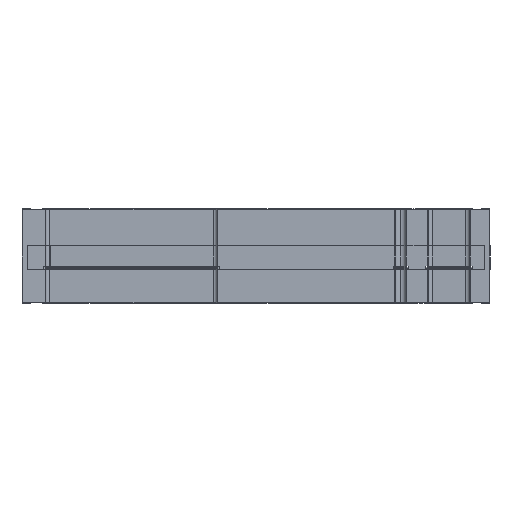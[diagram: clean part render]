
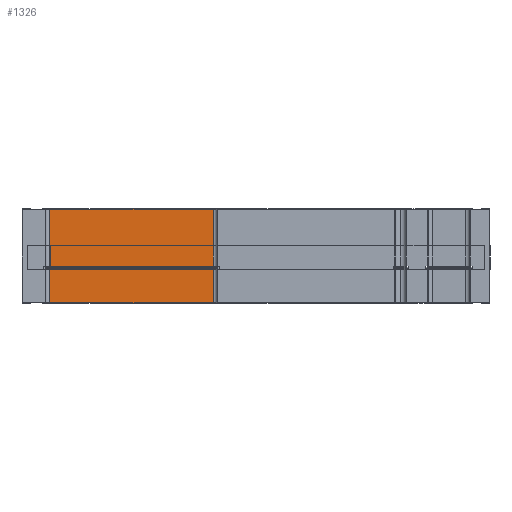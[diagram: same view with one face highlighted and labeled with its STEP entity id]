
A CAD part, left-side view. The second image highlights one B-rep face of the part: STEP entity #1326.
In plain terms, the highlighted planar face has unit normal (-1, 0, 0).
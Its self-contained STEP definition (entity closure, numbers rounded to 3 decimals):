
#159 = VECTOR ( 'NONE', #4223, 1000. ) ;
#1275 = VERTEX_POINT ( 'NONE', #13414 ) ;
#1326 = ADVANCED_FACE ( 'NONE', ( #17388 ), #3008, .T. ) ;
#3008 = PLANE ( 'NONE',  #19230 ) ;
#3372 = CARTESIAN_POINT ( 'NONE',  ( -117.787, -12.549, -46.24 ) ) ;
#4223 = DIRECTION ( 'NONE',  ( 0., 1., 0. ) ) ;
#5698 = LINE ( 'NONE', #26823, #27843 ) ;
#6286 = CARTESIAN_POINT ( 'NONE',  ( -117.787, -12.549, -38.823 ) ) ;
#6602 = VERTEX_POINT ( 'NONE', #16867 ) ;
#6848 = VECTOR ( 'NONE', #16824, 1000. ) ;
#7543 = LINE ( 'NONE', #14648, #6848 ) ;
#7581 = DIRECTION ( 'NONE',  ( 0., -1., 0. ) ) ;
#11622 = CARTESIAN_POINT ( 'NONE',  ( -117.787, -33.237, -46.24 ) ) ;
#13235 = LINE ( 'NONE', #3372, #18969 ) ;
#13309 = ORIENTED_EDGE ( 'NONE', *, *, #14290, .T. ) ;
#13414 = CARTESIAN_POINT ( 'NONE',  ( -117.787, 0.251, -38.823 ) ) ;
#13586 = EDGE_LOOP ( 'NONE', ( #27313, #14061, #14820, #13309 ) ) ;
#13781 = DIRECTION ( 'NONE',  ( 0., -1., 0. ) ) ;
#14061 = ORIENTED_EDGE ( 'NONE', *, *, #26250, .T. ) ;
#14290 = EDGE_CURVE ( 'NONE', #6602, #25014, #13235, .T. ) ;
#14648 = CARTESIAN_POINT ( 'NONE',  ( -117.787, 0.251, -46.24 ) ) ;
#14820 = ORIENTED_EDGE ( 'NONE', *, *, #21446, .T. ) ;
#14869 = CARTESIAN_POINT ( 'NONE',  ( -117.787, -33.237, -38.823 ) ) ;
#16228 = DIRECTION ( 'NONE',  ( 0., 0., 1. ) ) ;
#16824 = DIRECTION ( 'NONE',  ( 0., 0., -1. ) ) ;
#16864 = CARTESIAN_POINT ( 'NONE',  ( -117.787, 0.251, -46.24 ) ) ;
#16867 = CARTESIAN_POINT ( 'NONE',  ( -117.787, -12.549, -46.24 ) ) ;
#17388 = FACE_OUTER_BOUND ( 'NONE', #13586, .T. ) ;
#18969 = VECTOR ( 'NONE', #16228, 1000. ) ;
#19230 = AXIS2_PLACEMENT_3D ( 'NONE', #11622, #26683, #13781 ) ;
#19374 = VERTEX_POINT ( 'NONE', #16864 ) ;
#19451 = EDGE_CURVE ( 'NONE', #25014, #1275, #22349, .T. ) ;
#21446 = EDGE_CURVE ( 'NONE', #19374, #6602, #5698, .T. ) ;
#22349 = LINE ( 'NONE', #14869, #159 ) ;
#25014 = VERTEX_POINT ( 'NONE', #6286 ) ;
#26250 = EDGE_CURVE ( 'NONE', #1275, #19374, #7543, .T. ) ;
#26683 = DIRECTION ( 'NONE',  ( -1., 0., 0. ) ) ;
#26823 = CARTESIAN_POINT ( 'NONE',  ( -117.787, -33.552, -46.24 ) ) ;
#27313 = ORIENTED_EDGE ( 'NONE', *, *, #19451, .T. ) ;
#27843 = VECTOR ( 'NONE', #7581, 1000. ) ;
